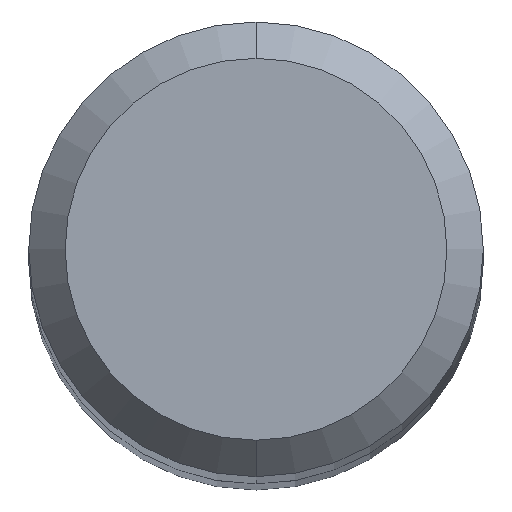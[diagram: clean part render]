
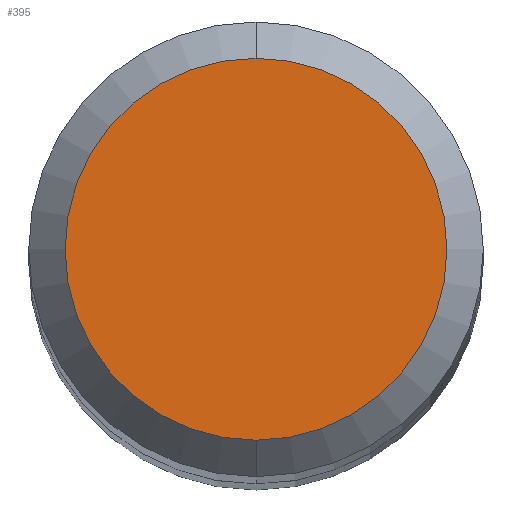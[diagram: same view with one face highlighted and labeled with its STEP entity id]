
A CAD part, top view. The second image highlights one B-rep face of the part: STEP entity #395.
In plain terms, the highlighted planar face has unit normal (0, 0, 1).
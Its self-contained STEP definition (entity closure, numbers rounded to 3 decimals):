
#227=VERTEX_POINT('',#507);
#229=VERTEX_POINT('',#509);
#307=EDGE_CURVE('',#229,#227,#601,.T.);
#395=ADVANCED_FACE('',(#695),#696,.T.);
#403=EDGE_CURVE('',#227,#229,#704,.T.);
#507=CARTESIAN_POINT('',(0.,-2.1,0.0));
#509=CARTESIAN_POINT('',(0.0,2.1,0.0));
#601=CIRCLE('',#1085,2.1);
#695=FACE_OUTER_BOUND('',#1241,.T.);
#696=PLANE('',#1242);
#704=CIRCLE('',#1267,2.1);
#1085=AXIS2_PLACEMENT_3D('',#1512,#1513,#1514);
#1241=EDGE_LOOP('',(#1611,#1612));
#1242=AXIS2_PLACEMENT_3D('',#1613,#1614,#1615);
#1267=AXIS2_PLACEMENT_3D('',#1617,#1618,#1619);
#1512=CARTESIAN_POINT('',(0.0,0.0,0.0));
#1513=DIRECTION('',(0.0,0.0,-1.0));
#1514=DIRECTION('',(0.0,1.0,0.0));
#1611=ORIENTED_EDGE('',*,*,#307,.F.);
#1612=ORIENTED_EDGE('',*,*,#403,.F.);
#1613=CARTESIAN_POINT('',(0.0,1.05,0.0));
#1614=DIRECTION('',(-0.0,0.0,1.0));
#1615=DIRECTION('',(0.0,-1.0,0.0));
#1617=CARTESIAN_POINT('',(0.0,0.0,0.0));
#1618=DIRECTION('',(0.0,0.0,-1.0));
#1619=DIRECTION('',(0.0,1.0,0.0));
